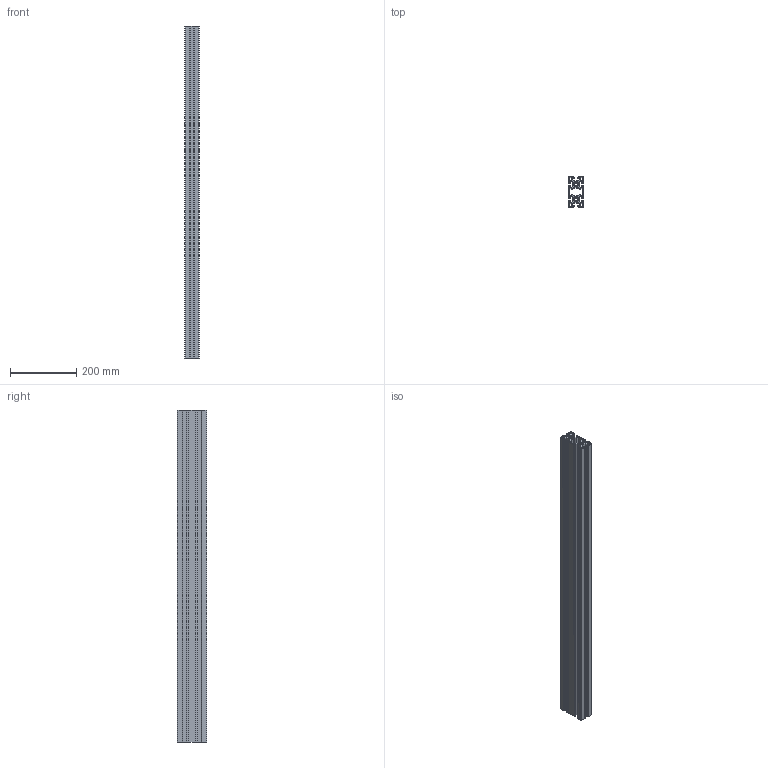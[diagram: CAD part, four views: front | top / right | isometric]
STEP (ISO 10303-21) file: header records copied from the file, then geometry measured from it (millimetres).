
FILE_DESCRIPTION (( 'STEP AP203' ), '1' );
FILE_NAME ('ALF-4590-10B.step', '2024-08-07T10:26:03', ( '' ), ( '' ), 'SwSTEP 2.0', 'SolidWorks 2022', '' );
FILE_SCHEMA (( 'CONFIG_CONTROL_DESIGN' ));
Length unit declared in the file: millimetre
Products named in the file (1): ALF-4590-10B
Bounding box: 45 x 90 x 1000 mm (x, y, z)
Volume: 1336197.9 mm3; surface area: 970985.3 mm2
Topology: 1 solids, 1 shells, 436 faces, 1302 edges, 868 vertices
Faces by surface type: cylinder 254, plane 182
Entity records: 14959 total; most frequent: DIRECTION 2684, CARTESIAN_POINT 2607, ORIENTED_EDGE 2604, EDGE_CURVE 1302, AXIS2_PLACEMENT_3D 945, VERTEX_POINT 868, LINE 794, VECTOR 794
